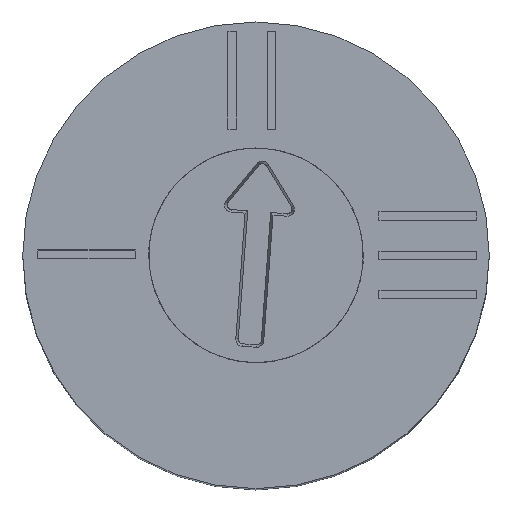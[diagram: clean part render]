
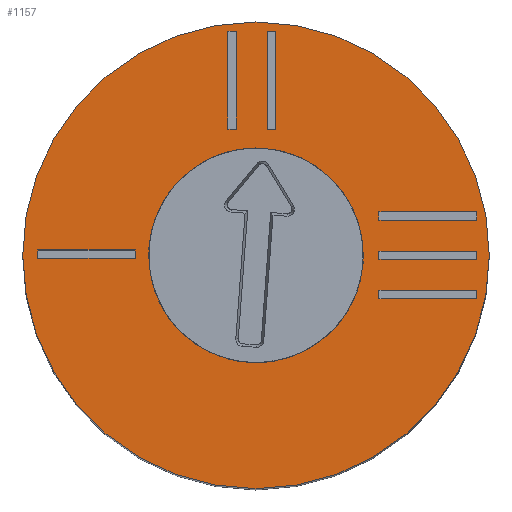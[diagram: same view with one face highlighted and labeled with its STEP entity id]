
A CAD part, top view. The second image highlights one B-rep face of the part: STEP entity #1157.
In plain terms, the highlighted planar face has unit normal (0, 0, 1).
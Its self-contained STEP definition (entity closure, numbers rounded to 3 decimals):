
#38=FACE_BOUND('',#226,.T.);
#39=FACE_BOUND('',#227,.T.);
#40=FACE_BOUND('',#228,.T.);
#41=FACE_BOUND('',#229,.T.);
#42=FACE_BOUND('',#230,.T.);
#43=FACE_BOUND('',#231,.T.);
#44=FACE_BOUND('',#232,.T.);
#66=CIRCLE('',#1308,2.3);
#72=CIRCLE('',#1318,5.);
#154=FACE_OUTER_BOUND('',#225,.T.);
#225=EDGE_LOOP('',(#927));
#226=EDGE_LOOP('',(#928,#929,#930,#931));
#227=EDGE_LOOP('',(#932,#933,#934,#935));
#228=EDGE_LOOP('',(#936,#937,#938,#939));
#229=EDGE_LOOP('',(#940,#941,#942,#943));
#230=EDGE_LOOP('',(#944,#945,#946,#947));
#231=EDGE_LOOP('',(#948,#949,#950,#951));
#232=EDGE_LOOP('',(#952));
#263=LINE('',#1738,#378);
#266=LINE('',#1744,#381);
#269=LINE('',#1750,#384);
#272=LINE('',#1754,#387);
#275=LINE('',#1763,#390);
#278=LINE('',#1769,#393);
#281=LINE('',#1775,#396);
#284=LINE('',#1779,#399);
#287=LINE('',#1788,#402);
#290=LINE('',#1794,#405);
#293=LINE('',#1800,#408);
#296=LINE('',#1804,#411);
#299=LINE('',#1813,#414);
#302=LINE('',#1819,#417);
#305=LINE('',#1825,#420);
#308=LINE('',#1829,#423);
#311=LINE('',#1838,#426);
#314=LINE('',#1844,#429);
#317=LINE('',#1850,#432);
#320=LINE('',#1854,#435);
#323=LINE('',#1863,#438);
#326=LINE('',#1869,#441);
#329=LINE('',#1875,#444);
#332=LINE('',#1879,#447);
#378=VECTOR('',#1384,10.);
#381=VECTOR('',#1389,10.);
#384=VECTOR('',#1394,10.);
#387=VECTOR('',#1399,10.);
#390=VECTOR('',#1406,10.);
#393=VECTOR('',#1411,10.);
#396=VECTOR('',#1416,10.);
#399=VECTOR('',#1421,10.);
#402=VECTOR('',#1428,10.);
#405=VECTOR('',#1433,10.);
#408=VECTOR('',#1438,10.);
#411=VECTOR('',#1443,10.);
#414=VECTOR('',#1450,10.);
#417=VECTOR('',#1455,10.);
#420=VECTOR('',#1460,10.);
#423=VECTOR('',#1465,10.);
#426=VECTOR('',#1472,10.);
#429=VECTOR('',#1477,10.);
#432=VECTOR('',#1482,10.);
#435=VECTOR('',#1487,10.);
#438=VECTOR('',#1494,10.);
#441=VECTOR('',#1499,10.);
#444=VECTOR('',#1504,10.);
#447=VECTOR('',#1509,10.);
#493=VERTEX_POINT('',#1735);
#494=VERTEX_POINT('',#1737);
#496=VERTEX_POINT('',#1743);
#498=VERTEX_POINT('',#1749);
#501=VERTEX_POINT('',#1760);
#502=VERTEX_POINT('',#1762);
#504=VERTEX_POINT('',#1768);
#506=VERTEX_POINT('',#1774);
#509=VERTEX_POINT('',#1785);
#510=VERTEX_POINT('',#1787);
#512=VERTEX_POINT('',#1793);
#514=VERTEX_POINT('',#1799);
#517=VERTEX_POINT('',#1810);
#518=VERTEX_POINT('',#1812);
#520=VERTEX_POINT('',#1818);
#522=VERTEX_POINT('',#1824);
#525=VERTEX_POINT('',#1835);
#526=VERTEX_POINT('',#1837);
#528=VERTEX_POINT('',#1843);
#530=VERTEX_POINT('',#1849);
#533=VERTEX_POINT('',#1860);
#534=VERTEX_POINT('',#1862);
#536=VERTEX_POINT('',#1868);
#538=VERTEX_POINT('',#1874);
#550=VERTEX_POINT('',#1916);
#556=VERTEX_POINT('',#1936);
#597=EDGE_CURVE('',#494,#493,#263,.T.);
#600=EDGE_CURVE('',#496,#494,#266,.T.);
#603=EDGE_CURVE('',#498,#496,#269,.T.);
#606=EDGE_CURVE('',#493,#498,#272,.T.);
#609=EDGE_CURVE('',#502,#501,#275,.T.);
#612=EDGE_CURVE('',#504,#502,#278,.T.);
#615=EDGE_CURVE('',#506,#504,#281,.T.);
#618=EDGE_CURVE('',#501,#506,#284,.T.);
#621=EDGE_CURVE('',#510,#509,#287,.T.);
#624=EDGE_CURVE('',#512,#510,#290,.T.);
#627=EDGE_CURVE('',#514,#512,#293,.T.);
#630=EDGE_CURVE('',#509,#514,#296,.T.);
#633=EDGE_CURVE('',#518,#517,#299,.T.);
#636=EDGE_CURVE('',#520,#518,#302,.T.);
#639=EDGE_CURVE('',#522,#520,#305,.T.);
#642=EDGE_CURVE('',#517,#522,#308,.T.);
#645=EDGE_CURVE('',#526,#525,#311,.T.);
#648=EDGE_CURVE('',#528,#526,#314,.T.);
#651=EDGE_CURVE('',#530,#528,#317,.T.);
#654=EDGE_CURVE('',#525,#530,#320,.T.);
#657=EDGE_CURVE('',#534,#533,#323,.T.);
#660=EDGE_CURVE('',#536,#534,#326,.T.);
#663=EDGE_CURVE('',#538,#536,#329,.T.);
#666=EDGE_CURVE('',#533,#538,#332,.T.);
#683=EDGE_CURVE('',#550,#550,#66,.T.);
#693=EDGE_CURVE('',#556,#556,#72,.T.);
#927=ORIENTED_EDGE('',*,*,#693,.F.);
#928=ORIENTED_EDGE('',*,*,#597,.T.);
#929=ORIENTED_EDGE('',*,*,#606,.T.);
#930=ORIENTED_EDGE('',*,*,#603,.T.);
#931=ORIENTED_EDGE('',*,*,#600,.T.);
#932=ORIENTED_EDGE('',*,*,#609,.T.);
#933=ORIENTED_EDGE('',*,*,#618,.T.);
#934=ORIENTED_EDGE('',*,*,#615,.T.);
#935=ORIENTED_EDGE('',*,*,#612,.T.);
#936=ORIENTED_EDGE('',*,*,#621,.T.);
#937=ORIENTED_EDGE('',*,*,#630,.T.);
#938=ORIENTED_EDGE('',*,*,#627,.T.);
#939=ORIENTED_EDGE('',*,*,#624,.T.);
#940=ORIENTED_EDGE('',*,*,#633,.T.);
#941=ORIENTED_EDGE('',*,*,#642,.T.);
#942=ORIENTED_EDGE('',*,*,#639,.T.);
#943=ORIENTED_EDGE('',*,*,#636,.T.);
#944=ORIENTED_EDGE('',*,*,#645,.T.);
#945=ORIENTED_EDGE('',*,*,#654,.T.);
#946=ORIENTED_EDGE('',*,*,#651,.T.);
#947=ORIENTED_EDGE('',*,*,#648,.T.);
#948=ORIENTED_EDGE('',*,*,#657,.T.);
#949=ORIENTED_EDGE('',*,*,#666,.T.);
#950=ORIENTED_EDGE('',*,*,#663,.T.);
#951=ORIENTED_EDGE('',*,*,#660,.T.);
#952=ORIENTED_EDGE('',*,*,#683,.T.);
#1101=PLANE('',#1319);
#1157=ADVANCED_FACE('',(#154,#38,#39,#40,#41,#42,#43,#44),#1101,.F.);
#1308=AXIS2_PLACEMENT_3D('',#1917,#1555,#1556);
#1318=AXIS2_PLACEMENT_3D('',#1937,#1579,#1580);
#1319=AXIS2_PLACEMENT_3D('',#1939,#1582,#1583);
#1384=DIRECTION('',(1.,0.,0.));
#1389=DIRECTION('',(0.,1.,0.));
#1394=DIRECTION('',(-1.,0.,0.));
#1399=DIRECTION('',(0.,-1.,0.));
#1406=DIRECTION('',(1.,0.,0.));
#1411=DIRECTION('',(0.,1.,0.));
#1416=DIRECTION('',(-1.,0.,0.));
#1421=DIRECTION('',(0.,-1.,0.));
#1428=DIRECTION('',(1.,0.,0.));
#1433=DIRECTION('',(0.,1.,0.));
#1438=DIRECTION('',(-1.,0.,0.));
#1443=DIRECTION('',(0.,-1.,0.));
#1450=DIRECTION('',(0.,-1.,0.));
#1455=DIRECTION('',(1.,0.,0.));
#1460=DIRECTION('',(0.,1.,0.));
#1465=DIRECTION('',(-1.,0.,0.));
#1472=DIRECTION('',(0.,-1.,0.));
#1477=DIRECTION('',(1.,0.,0.));
#1482=DIRECTION('',(0.,1.,0.));
#1487=DIRECTION('',(-1.,0.,0.));
#1494=DIRECTION('',(1.,0.,0.));
#1499=DIRECTION('',(0.,1.,0.));
#1504=DIRECTION('',(-1.,0.,0.));
#1509=DIRECTION('',(0.,-1.,0.));
#1555=DIRECTION('center_axis',(0.,0.,-1.));
#1556=DIRECTION('ref_axis',(1.,0.,0.));
#1579=DIRECTION('center_axis',(0.,0.,-1.));
#1580=DIRECTION('ref_axis',(-1.,0.,0.));
#1582=DIRECTION('center_axis',(0.,0.,-1.));
#1583=DIRECTION('ref_axis',(-1.,0.,0.));
#1735=CARTESIAN_POINT('',(4.728,0.933,20.));
#1737=CARTESIAN_POINT('',(2.636,0.933,20.));
#1738=CARTESIAN_POINT('',(2.364,0.933,20.));
#1743=CARTESIAN_POINT('',(2.636,0.754,20.));
#1744=CARTESIAN_POINT('',(2.636,0.466,20.));
#1749=CARTESIAN_POINT('',(4.728,0.754,20.));
#1750=CARTESIAN_POINT('',(1.318,0.754,20.));
#1754=CARTESIAN_POINT('',(4.728,0.377,20.));
#1760=CARTESIAN_POINT('',(4.728,0.091,20.));
#1762=CARTESIAN_POINT('',(2.636,0.091,20.));
#1763=CARTESIAN_POINT('',(2.364,0.091,20.));
#1768=CARTESIAN_POINT('',(2.636,-0.088,20.));
#1769=CARTESIAN_POINT('',(2.636,0.046,20.));
#1774=CARTESIAN_POINT('',(4.728,-0.088,20.));
#1775=CARTESIAN_POINT('',(1.318,-0.088,20.));
#1779=CARTESIAN_POINT('',(4.728,-0.044,20.));
#1785=CARTESIAN_POINT('',(4.728,-0.75,20.));
#1787=CARTESIAN_POINT('',(2.636,-0.75,20.));
#1788=CARTESIAN_POINT('',(2.364,-0.75,20.));
#1793=CARTESIAN_POINT('',(2.636,-0.929,20.));
#1794=CARTESIAN_POINT('',(2.636,-0.375,20.));
#1799=CARTESIAN_POINT('',(4.728,-0.929,20.));
#1800=CARTESIAN_POINT('',(1.318,-0.929,20.));
#1804=CARTESIAN_POINT('',(4.728,-0.465,20.));
#1810=CARTESIAN_POINT('',(0.419,2.705,20.));
#1812=CARTESIAN_POINT('',(0.419,4.798,20.));
#1813=CARTESIAN_POINT('',(0.419,1.353,20.));
#1818=CARTESIAN_POINT('',(0.24,4.798,20.));
#1819=CARTESIAN_POINT('',(0.21,4.798,20.));
#1824=CARTESIAN_POINT('',(0.24,2.705,20.));
#1825=CARTESIAN_POINT('',(0.24,2.399,20.));
#1829=CARTESIAN_POINT('',(0.12,2.705,20.));
#1835=CARTESIAN_POINT('',(-0.422,2.705,20.));
#1837=CARTESIAN_POINT('',(-0.422,4.798,20.));
#1838=CARTESIAN_POINT('',(-0.422,1.353,20.));
#1843=CARTESIAN_POINT('',(-0.601,4.798,20.));
#1844=CARTESIAN_POINT('',(-0.211,4.798,20.));
#1849=CARTESIAN_POINT('',(-0.601,2.705,20.));
#1850=CARTESIAN_POINT('',(-0.601,2.399,20.));
#1854=CARTESIAN_POINT('',(-0.301,2.705,20.));
#1860=CARTESIAN_POINT('',(-2.586,0.114,20.));
#1862=CARTESIAN_POINT('',(-4.679,0.114,20.));
#1863=CARTESIAN_POINT('',(-1.293,0.114,20.));
#1868=CARTESIAN_POINT('',(-4.679,-0.065,20.));
#1869=CARTESIAN_POINT('',(-4.679,0.057,20.));
#1874=CARTESIAN_POINT('',(-2.586,-0.065,20.));
#1875=CARTESIAN_POINT('',(-2.339,-0.065,20.));
#1879=CARTESIAN_POINT('',(-2.586,-0.032,20.));
#1916=CARTESIAN_POINT('',(-2.3,0.,20.));
#1917=CARTESIAN_POINT('Origin',(0.,0.,20.));
#1936=CARTESIAN_POINT('',(5.,0.,20.));
#1937=CARTESIAN_POINT('Origin',(0.,0.,20.));
#1939=CARTESIAN_POINT('Origin',(0.,0.,20.));
